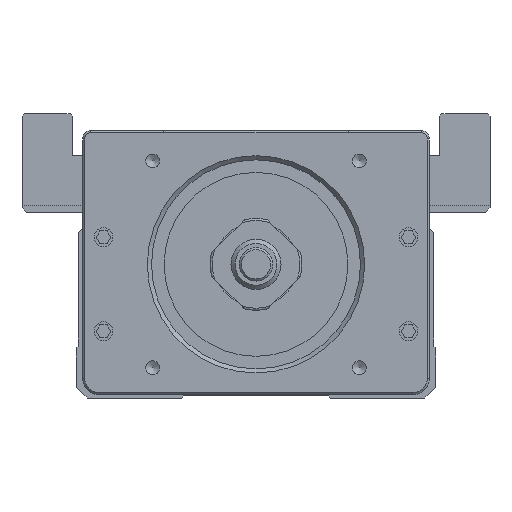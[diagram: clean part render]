
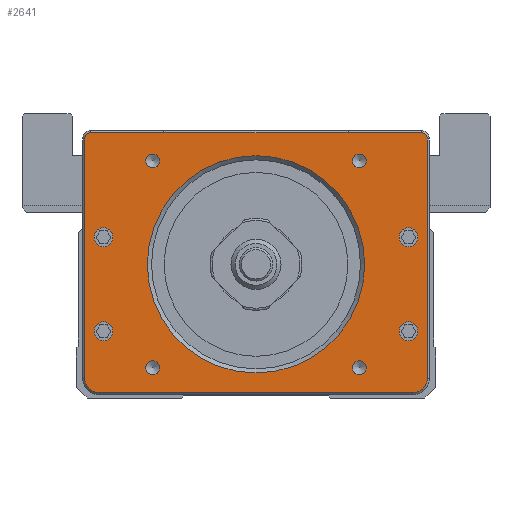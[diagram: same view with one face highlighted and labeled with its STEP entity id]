
A CAD part, front view. The second image highlights one B-rep face of the part: STEP entity #2641.
In plain terms, the highlighted planar face has unit normal (0, -1, 0).
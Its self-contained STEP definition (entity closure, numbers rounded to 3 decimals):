
#1030=FACE_BOUND('',#5847,.T.);
#1031=FACE_BOUND('',#5848,.T.);
#1032=FACE_BOUND('',#5849,.T.);
#1033=FACE_BOUND('',#5850,.T.);
#1034=FACE_BOUND('',#5851,.T.);
#1035=FACE_BOUND('',#5852,.T.);
#1036=FACE_BOUND('',#5853,.T.);
#1037=FACE_BOUND('',#5854,.T.);
#1038=FACE_BOUND('',#5855,.T.);
#1039=FACE_BOUND('',#5856,.T.);
#1759=CIRCLE('',#23065,26.);
#1760=CIRCLE('',#23066,1.65);
#1761=CIRCLE('',#23067,1.65);
#1762=CIRCLE('',#23068,1.65);
#1763=CIRCLE('',#23069,1.65);
#1764=CIRCLE('',#23070,1.5);
#1765=CIRCLE('',#23071,1.5);
#1766=CIRCLE('',#23072,3.5);
#1767=CIRCLE('',#23073,3.5);
#1768=CIRCLE('',#23074,2.25);
#1769=CIRCLE('',#23075,2.25);
#1770=CIRCLE('',#23076,2.25);
#1771=CIRCLE('',#23077,2.25);
#2641=ADVANCED_FACE('',(#1030,#1031,#1032,#1033,#1034,#1035,#1036,#1037,
#1038,#1039),#3730,.F.);
#3730=PLANE('',#23078);
#5847=EDGE_LOOP('',(#9683));
#5848=EDGE_LOOP('',(#9684));
#5849=EDGE_LOOP('',(#9685));
#5850=EDGE_LOOP('',(#9686));
#5851=EDGE_LOOP('',(#9687));
#5852=EDGE_LOOP('',(#9688,#9689,#9690,#9691,#9692,#9693,#9694,#9695));
#5853=EDGE_LOOP('',(#9696));
#5854=EDGE_LOOP('',(#9697));
#5855=EDGE_LOOP('',(#9698));
#5856=EDGE_LOOP('',(#9699));
#9683=ORIENTED_EDGE('',*,*,#16411,.T.);
#9684=ORIENTED_EDGE('',*,*,#16412,.T.);
#9685=ORIENTED_EDGE('',*,*,#16413,.T.);
#9686=ORIENTED_EDGE('',*,*,#16414,.T.);
#9687=ORIENTED_EDGE('',*,*,#16415,.T.);
#9688=ORIENTED_EDGE('',*,*,#16416,.T.);
#9689=ORIENTED_EDGE('',*,*,#16417,.T.);
#9690=ORIENTED_EDGE('',*,*,#16418,.T.);
#9691=ORIENTED_EDGE('',*,*,#16419,.T.);
#9692=ORIENTED_EDGE('',*,*,#16420,.T.);
#9693=ORIENTED_EDGE('',*,*,#16421,.T.);
#9694=ORIENTED_EDGE('',*,*,#16422,.T.);
#9695=ORIENTED_EDGE('',*,*,#16423,.T.);
#9696=ORIENTED_EDGE('',*,*,#16424,.T.);
#9697=ORIENTED_EDGE('',*,*,#16425,.T.);
#9698=ORIENTED_EDGE('',*,*,#16426,.T.);
#9699=ORIENTED_EDGE('',*,*,#16427,.T.);
#13911=VERTEX_POINT('',#34178);
#13912=VERTEX_POINT('',#34180);
#13913=VERTEX_POINT('',#34182);
#13914=VERTEX_POINT('',#34184);
#13915=VERTEX_POINT('',#34186);
#13916=VERTEX_POINT('',#34188);
#13917=VERTEX_POINT('',#34189);
#13918=VERTEX_POINT('',#34191);
#13919=VERTEX_POINT('',#34193);
#13920=VERTEX_POINT('',#34195);
#13921=VERTEX_POINT('',#34197);
#13922=VERTEX_POINT('',#34199);
#13923=VERTEX_POINT('',#34201);
#13924=VERTEX_POINT('',#34204);
#13925=VERTEX_POINT('',#34206);
#13926=VERTEX_POINT('',#34208);
#13927=VERTEX_POINT('',#34210);
#16411=EDGE_CURVE('',#13911,#13911,#1759,.T.);
#16412=EDGE_CURVE('',#13912,#13912,#1760,.T.);
#16413=EDGE_CURVE('',#13913,#13913,#1761,.T.);
#16414=EDGE_CURVE('',#13914,#13914,#1762,.T.);
#16415=EDGE_CURVE('',#13915,#13915,#1763,.T.);
#16416=EDGE_CURVE('',#13916,#13917,#19000,.T.);
#16417=EDGE_CURVE('',#13917,#13918,#1764,.T.);
#16418=EDGE_CURVE('',#13918,#13919,#19001,.T.);
#16419=EDGE_CURVE('',#13919,#13920,#1765,.T.);
#16420=EDGE_CURVE('',#13920,#13921,#19002,.T.);
#16421=EDGE_CURVE('',#13921,#13922,#1766,.T.);
#16422=EDGE_CURVE('',#13922,#13923,#19003,.T.);
#16423=EDGE_CURVE('',#13923,#13916,#1767,.T.);
#16424=EDGE_CURVE('',#13924,#13924,#1768,.T.);
#16425=EDGE_CURVE('',#13925,#13925,#1769,.T.);
#16426=EDGE_CURVE('',#13926,#13926,#1770,.T.);
#16427=EDGE_CURVE('',#13927,#13927,#1771,.T.);
#19000=LINE('',#34187,#21171);
#19001=LINE('',#34192,#21172);
#19002=LINE('',#34196,#21173);
#19003=LINE('',#34200,#21174);
#21171=VECTOR('',#26997,1.);
#21172=VECTOR('',#27000,1.);
#21173=VECTOR('',#27003,1.);
#21174=VECTOR('',#27006,1.);
#23065=AXIS2_PLACEMENT_3D('',#34177,#26987,#26988);
#23066=AXIS2_PLACEMENT_3D('',#34179,#26989,#26990);
#23067=AXIS2_PLACEMENT_3D('',#34181,#26991,#26992);
#23068=AXIS2_PLACEMENT_3D('',#34183,#26993,#26994);
#23069=AXIS2_PLACEMENT_3D('',#34185,#26995,#26996);
#23070=AXIS2_PLACEMENT_3D('',#34190,#26998,#26999);
#23071=AXIS2_PLACEMENT_3D('',#34194,#27001,#27002);
#23072=AXIS2_PLACEMENT_3D('',#34198,#27004,#27005);
#23073=AXIS2_PLACEMENT_3D('',#34202,#27007,#27008);
#23074=AXIS2_PLACEMENT_3D('',#34203,#27009,#27010);
#23075=AXIS2_PLACEMENT_3D('',#34205,#27011,#27012);
#23076=AXIS2_PLACEMENT_3D('',#34207,#27013,#27014);
#23077=AXIS2_PLACEMENT_3D('',#34209,#27015,#27016);
#23078=AXIS2_PLACEMENT_3D('',#34211,#27017,#27018);
#26987=DIRECTION('',(0.,1.,0.));
#26988=DIRECTION('',(0.,0.,1.));
#26989=DIRECTION('',(0.,1.,0.));
#26990=DIRECTION('',(0.,0.,1.));
#26991=DIRECTION('',(0.,1.,0.));
#26992=DIRECTION('',(0.,0.,1.));
#26993=DIRECTION('',(0.,1.,0.));
#26994=DIRECTION('',(0.,0.,1.));
#26995=DIRECTION('',(0.,1.,0.));
#26996=DIRECTION('',(0.,0.,1.));
#26997=DIRECTION('',(0.,0.,1.));
#26998=DIRECTION('',(0.,-1.,0.));
#26999=DIRECTION('',(0.,0.,1.));
#27000=DIRECTION('',(-1.,0.,0.));
#27001=DIRECTION('',(0.,-1.,0.));
#27002=DIRECTION('',(0.,0.,1.));
#27003=DIRECTION('',(0.,0.,-1.));
#27004=DIRECTION('',(0.,-1.,0.));
#27005=DIRECTION('',(0.,0.,1.));
#27006=DIRECTION('',(1.,0.,0.));
#27007=DIRECTION('',(0.,-1.,0.));
#27008=DIRECTION('',(0.,0.,1.));
#27009=DIRECTION('',(0.,1.,0.));
#27010=DIRECTION('',(0.,0.,1.));
#27011=DIRECTION('',(0.,1.,0.));
#27012=DIRECTION('',(0.,0.,1.));
#27013=DIRECTION('',(0.,1.,0.));
#27014=DIRECTION('',(0.,0.,1.));
#27015=DIRECTION('',(0.,1.,0.));
#27016=DIRECTION('',(0.,0.,1.));
#27017=DIRECTION('',(0.,1.,0.));
#27018=DIRECTION('',(0.,0.,-1.));
#34177=CARTESIAN_POINT('',(0.,-236.633,32.));
#34178=CARTESIAN_POINT('',(0.,-236.633,58.));
#34179=CARTESIAN_POINT('',(-24.749,-236.633,56.749));
#34180=CARTESIAN_POINT('',(-24.749,-236.633,58.399));
#34181=CARTESIAN_POINT('',(-24.749,-236.633,7.251));
#34182=CARTESIAN_POINT('',(-24.749,-236.633,8.901));
#34183=CARTESIAN_POINT('',(24.749,-236.633,7.251));
#34184=CARTESIAN_POINT('',(24.749,-236.633,8.901));
#34185=CARTESIAN_POINT('',(24.749,-236.633,56.749));
#34186=CARTESIAN_POINT('',(24.749,-236.633,58.399));
#34187=CARTESIAN_POINT('',(41.,-236.633,60.));
#34188=CARTESIAN_POINT('',(41.,-236.633,4.8));
#34189=CARTESIAN_POINT('',(41.,-236.633,62.));
#34190=CARTESIAN_POINT('',(39.5,-236.633,62.));
#34191=CARTESIAN_POINT('',(39.5,-236.633,63.5));
#34192=CARTESIAN_POINT('',(39.,-236.633,63.5));
#34193=CARTESIAN_POINT('',(-39.5,-236.633,63.5));
#34194=CARTESIAN_POINT('',(-39.5,-236.633,62.));
#34195=CARTESIAN_POINT('',(-41.,-236.633,62.));
#34196=CARTESIAN_POINT('',(-41.,-236.633,60.));
#34197=CARTESIAN_POINT('',(-41.,-236.633,4.8));
#34198=CARTESIAN_POINT('',(-37.5,-236.633,4.8));
#34199=CARTESIAN_POINT('',(-37.5,-236.633,1.3));
#34200=CARTESIAN_POINT('',(39.,-236.633,1.3));
#34201=CARTESIAN_POINT('',(37.5,-236.633,1.3));
#34202=CARTESIAN_POINT('',(37.5,-236.633,4.8));
#34203=CARTESIAN_POINT('',(-36.5,-236.633,38.5));
#34204=CARTESIAN_POINT('',(-36.5,-236.633,40.75));
#34205=CARTESIAN_POINT('',(-36.5,-236.633,16.));
#34206=CARTESIAN_POINT('',(-36.5,-236.633,18.25));
#34207=CARTESIAN_POINT('',(36.5,-236.633,38.5));
#34208=CARTESIAN_POINT('',(36.5,-236.633,40.75));
#34209=CARTESIAN_POINT('',(36.5,-236.633,16.));
#34210=CARTESIAN_POINT('',(36.5,-236.633,18.25));
#34211=CARTESIAN_POINT('',(39.,-236.633,60.));
